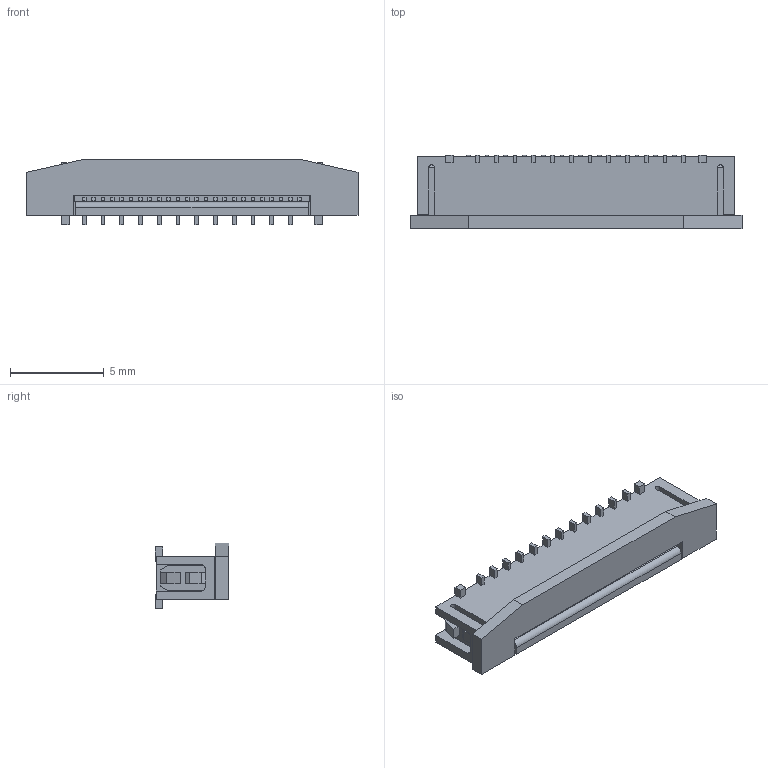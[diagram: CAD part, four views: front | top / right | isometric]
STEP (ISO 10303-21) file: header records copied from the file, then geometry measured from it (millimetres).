
FILE_DESCRIPTION(/* description */ (''),/* implementation_level */ '2;1');
FILE_NAME(/* name */ '525592452wbm000_01_214.stp',/* time_stamp */ '2022-07-21T10:42:14+05:00',/* author */ (''),/* organization */ (''),/* preprocessor_version */ 'ST-DEVELOPER v16.7',/* originating_system */ 'SIEMENS PLM Software NX 1919',/* authorisation */ '');
FILE_SCHEMA (('AUTOMOTIVE_DESIGN { 1 0 10303 214 3 1 1 1 }'));
Length unit declared in the file: millimetre
Products named in the file (1): 525592452wbm000_01
Bounding box: 17.7 x 3.9 x 3.5 mm (x, y, z)
Volume: 140.4 mm3; surface area: 450.5 mm2
Topology: 1 solids, 1 shells, 536 faces, 1729 edges, 1134 vertices
Faces by surface type: plane 451, cylinder 85
Entity records: 18867 total; most frequent: ORIENTED_EDGE 3458, CARTESIAN_POINT 3400, DIRECTION 2973, EDGE_CURVE 1729, LINE 1559, VECTOR 1559, VERTEX_POINT 1134, AXIS2_PLACEMENT_3D 707
